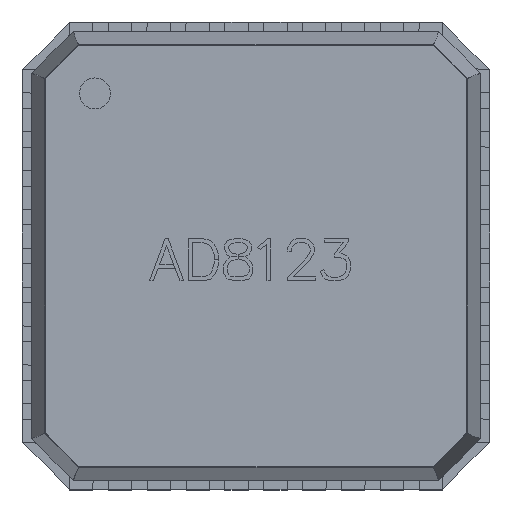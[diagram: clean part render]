
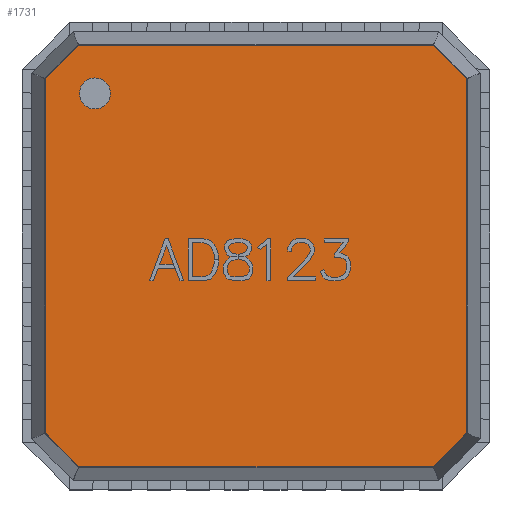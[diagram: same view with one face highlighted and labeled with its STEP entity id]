
A CAD part, top view. The second image highlights one B-rep face of the part: STEP entity #1731.
In plain terms, the highlighted planar face has unit normal (0, 0, 1).
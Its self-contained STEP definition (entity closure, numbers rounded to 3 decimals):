
#60 = EDGE_CURVE ( 'NONE', #1600, #6038, #1458, .T. ) ;
#711 = ORIENTED_EDGE ( 'NONE', *, *, #10067, .F. ) ;
#737 = EDGE_CURVE ( 'NONE', #10192, #8177, #10715, .T. ) ;
#794 = VERTEX_POINT ( 'NONE', #7744 ) ;
#1005 = EDGE_CURVE ( 'NONE', #794, #11122, #8386, .T. ) ;
#1123 = ORIENTED_EDGE ( 'NONE', *, *, #1763, .F. ) ;
#1152 = DIRECTION ( 'NONE',  ( 0.707, -0.707, 0. ) ) ;
#1188 = DIRECTION ( 'NONE',  ( -1., 0., 0. ) ) ;
#1402 = LINE ( 'NONE', #8570, #10556 ) ;
#1458 = LINE ( 'NONE', #6376, #3564 ) ;
#1527 = VECTOR ( 'NONE', #11778, 1000. ) ;
#1600 = VERTEX_POINT ( 'NONE', #11411 ) ;
#1601 = PLANE ( 'NONE',  #8371 ) ;
#1672 = VECTOR ( 'NONE', #10624, 1000. ) ;
#1708 = DIRECTION ( 'NONE',  ( 0., 1., 0. ) ) ;
#1731 = ADVANCED_FACE ( 'NONE', ( #3565 ), #1601, .T. ) ;
#1763 = EDGE_CURVE ( 'NONE', #11122, #4461, #7508, .T. ) ;
#1831 = LINE ( 'NONE', #2957, #1527 ) ;
#1853 = ORIENTED_EDGE ( 'NONE', *, *, #60, .F. ) ;
#2600 = CARTESIAN_POINT ( 'NONE',  ( -2.28, 2.71, 0.013 ) ) ;
#2648 = DIRECTION ( 'NONE',  ( 0., 0., 1. ) ) ;
#2672 = LINE ( 'NONE', #3922, #6023 ) ;
#2957 = CARTESIAN_POINT ( 'NONE',  ( -2.28, 2.71, 0.013 ) ) ;
#3439 = DIRECTION ( 'NONE',  ( 1., 0., 0. ) ) ;
#3489 = EDGE_CURVE ( 'NONE', #7260, #794, #1831, .T. ) ;
#3530 = ORIENTED_EDGE ( 'NONE', *, *, #3489, .F. ) ;
#3564 = VECTOR ( 'NONE', #1188, 1000. ) ;
#3565 = FACE_OUTER_BOUND ( 'NONE', #4382, .T. ) ;
#3622 = CARTESIAN_POINT ( 'NONE',  ( -2.28, -2.71, 0.013 ) ) ;
#3702 = CARTESIAN_POINT ( 'NONE',  ( 2.71, -2.28, 0.013 ) ) ;
#3922 = CARTESIAN_POINT ( 'NONE',  ( -2.71, 2.28, 0.013 ) ) ;
#4009 = DIRECTION ( 'NONE',  ( -0.707, -0.707, 0. ) ) ;
#4148 = CARTESIAN_POINT ( 'NONE',  ( 2.71, 2.28, 0.013 ) ) ;
#4304 = CARTESIAN_POINT ( 'NONE',  ( 2.28, 2.71, 0.013 ) ) ;
#4382 = EDGE_LOOP ( 'NONE', ( #6525, #12807, #1853, #711, #1123, #11437, #3530, #10178 ) ) ;
#4461 = VERTEX_POINT ( 'NONE', #3702 ) ;
#5370 = EDGE_CURVE ( 'NONE', #10192, #6038, #1402, .T. ) ;
#5470 = CARTESIAN_POINT ( 'NONE',  ( 2.71, 2.28, 0.013 ) ) ;
#6023 = VECTOR ( 'NONE', #10967, 1000. ) ;
#6038 = VERTEX_POINT ( 'NONE', #3622 ) ;
#6355 = CARTESIAN_POINT ( 'NONE',  ( -2.71, -2.28, 0.013 ) ) ;
#6376 = CARTESIAN_POINT ( 'NONE',  ( 2.28, -2.71, 0.013 ) ) ;
#6525 = ORIENTED_EDGE ( 'NONE', *, *, #737, .F. ) ;
#7209 = LINE ( 'NONE', #9073, #8341 ) ;
#7260 = VERTEX_POINT ( 'NONE', #2600 ) ;
#7503 = CARTESIAN_POINT ( 'NONE',  ( -2.71, 2.28, 0.013 ) ) ;
#7508 = LINE ( 'NONE', #5470, #1672 ) ;
#7578 = VECTOR ( 'NONE', #1708, 1000. ) ;
#7744 = CARTESIAN_POINT ( 'NONE',  ( 2.28, 2.71, 0.013 ) ) ;
#8177 = VERTEX_POINT ( 'NONE', #7503 ) ;
#8341 = VECTOR ( 'NONE', #4009, 1000. ) ;
#8371 = AXIS2_PLACEMENT_3D ( 'NONE', #12608, #2648, #3439 ) ;
#8386 = LINE ( 'NONE', #4304, #9005 ) ;
#8570 = CARTESIAN_POINT ( 'NONE',  ( -2.71, -2.28, 0.013 ) ) ;
#9005 = VECTOR ( 'NONE', #1152, 1000. ) ;
#9073 = CARTESIAN_POINT ( 'NONE',  ( 2.71, -2.28, 0.013 ) ) ;
#10067 = EDGE_CURVE ( 'NONE', #4461, #1600, #7209, .T. ) ;
#10178 = ORIENTED_EDGE ( 'NONE', *, *, #10472, .F. ) ;
#10192 = VERTEX_POINT ( 'NONE', #6355 ) ;
#10472 = EDGE_CURVE ( 'NONE', #8177, #7260, #2672, .T. ) ;
#10556 = VECTOR ( 'NONE', #11413, 1000. ) ;
#10624 = DIRECTION ( 'NONE',  ( 0., -1., 0. ) ) ;
#10715 = LINE ( 'NONE', #12575, #7578 ) ;
#10967 = DIRECTION ( 'NONE',  ( 0.707, 0.707, 0. ) ) ;
#11122 = VERTEX_POINT ( 'NONE', #4148 ) ;
#11411 = CARTESIAN_POINT ( 'NONE',  ( 2.28, -2.71, 0.013 ) ) ;
#11413 = DIRECTION ( 'NONE',  ( 0.707, -0.707, 0. ) ) ;
#11437 = ORIENTED_EDGE ( 'NONE', *, *, #1005, .F. ) ;
#11778 = DIRECTION ( 'NONE',  ( 1., 0., 0. ) ) ;
#12575 = CARTESIAN_POINT ( 'NONE',  ( -2.71, -2.28, 0.013 ) ) ;
#12608 = CARTESIAN_POINT ( 'NONE',  ( -2.28, -2.71, 0.013 ) ) ;
#12807 = ORIENTED_EDGE ( 'NONE', *, *, #5370, .T. ) ;
